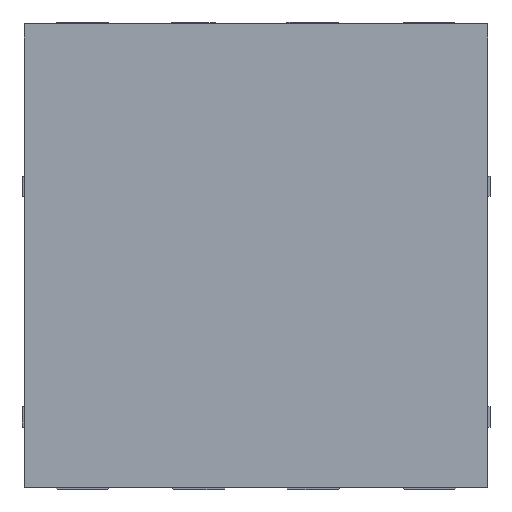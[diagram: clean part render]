
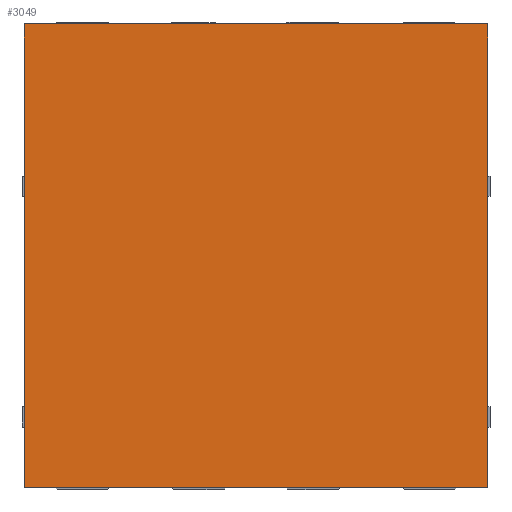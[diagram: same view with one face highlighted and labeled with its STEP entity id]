
A CAD part, top view. The second image highlights one B-rep face of the part: STEP entity #3049.
In plain terms, the highlighted planar face has unit normal (0, 0, 1).
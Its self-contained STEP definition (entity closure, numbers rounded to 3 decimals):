
#209=ORIENTED_EDGE('',*,*,#836,.T.);
#210=ORIENTED_EDGE('',*,*,#851,.T.);
#211=ORIENTED_EDGE('',*,*,#783,.T.);
#212=ORIENTED_EDGE('',*,*,#858,.T.);
#783=EDGE_CURVE('',#1116,#1115,#1340,.T.);
#836=EDGE_CURVE('',#1166,#1165,#1383,.T.);
#851=EDGE_CURVE('',#1165,#1116,#1398,.T.);
#858=EDGE_CURVE('',#1115,#1166,#1405,.T.);
#1115=VERTEX_POINT('',#3988);
#1116=VERTEX_POINT('',#3990);
#1165=VERTEX_POINT('',#4098);
#1166=VERTEX_POINT('',#4100);
#1340=LINE('',#3989,#1646);
#1383=LINE('',#4099,#1689);
#1398=LINE('',#4126,#1704);
#1405=LINE('',#4138,#1711);
#1646=VECTOR('',#3358,1000.);
#1689=VECTOR('',#3435,1000.);
#1704=VECTOR('',#3452,1000.);
#1711=VECTOR('',#3461,1000.);
#1922=EDGE_LOOP('',(#209,#210,#211,#212));
#2036=FACE_BOUND('',#1922,.T.);
#2150=PLANE('',#3181);
#3049=ADVANCED_FACE('',(#2036),#2150,.T.);
#3181=AXIS2_PLACEMENT_3D('',#4144,#3465,#3466);
#3358=DIRECTION('',(-1.,0.,0.));
#3435=DIRECTION('',(1.,0.,0.));
#3452=DIRECTION('',(0.,1.,0.));
#3461=DIRECTION('',(0.,-1.,0.));
#3465=DIRECTION('',(0.,0.,1.));
#3466=DIRECTION('',(1.,0.,0.));
#3988=CARTESIAN_POINT('',(-4.,4.,0.85));
#3989=CARTESIAN_POINT('',(4.,4.,0.85));
#3990=CARTESIAN_POINT('',(4.,4.,0.85));
#4098=CARTESIAN_POINT('',(4.,-4.,0.85));
#4099=CARTESIAN_POINT('',(-4.,-4.,0.85));
#4100=CARTESIAN_POINT('',(-4.,-4.,0.85));
#4126=CARTESIAN_POINT('',(4.,-4.,0.85));
#4138=CARTESIAN_POINT('',(-4.,4.,0.85));
#4144=CARTESIAN_POINT('',(0.,0.,0.85));
